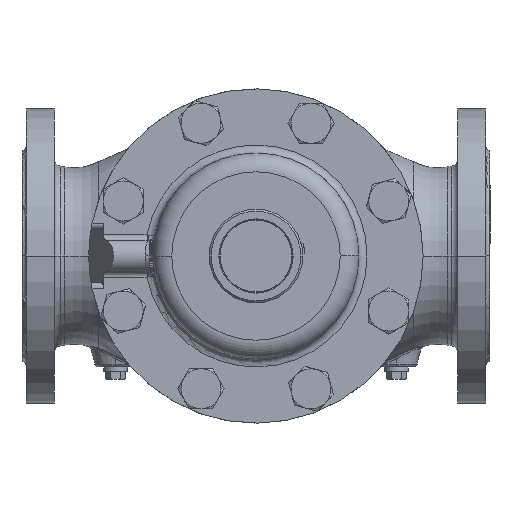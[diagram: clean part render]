
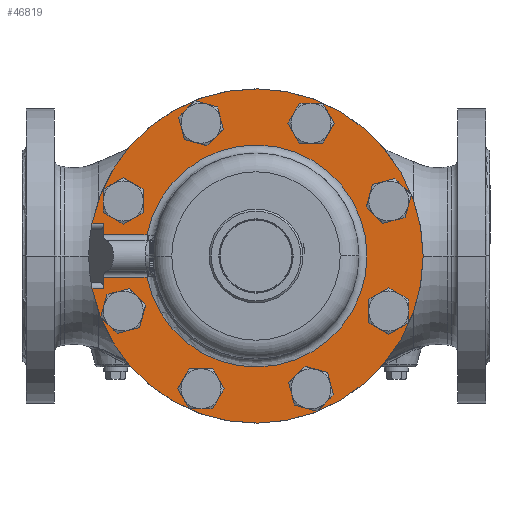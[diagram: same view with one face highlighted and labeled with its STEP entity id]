
A CAD part, front view. The second image highlights one B-rep face of the part: STEP entity #46819.
In plain terms, the highlighted planar face has unit normal (0, -1, 0).
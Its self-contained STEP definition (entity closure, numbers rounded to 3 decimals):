
#39832=CARTESIAN_POINT('',(-99.317,186.,-41.138));
#39833=DIRECTION('',(0.,1.,0.));
#39834=DIRECTION('',(-1.,0.,0.));
#39835=AXIS2_PLACEMENT_3D('',#39832,#39833,#39834);
#39837=CARTESIAN_POINT('',(-99.317,186.,-41.138));
#39838=DIRECTION('',(0.,1.,0.));
#39839=DIRECTION('',(1.,0.,0.));
#39840=AXIS2_PLACEMENT_3D('',#39837,#39838,#39839);
#39842=CARTESIAN_POINT('',(-41.138,186.,-99.317));
#39843=DIRECTION('',(0.,1.,0.));
#39844=DIRECTION('',(-1.,0.,0.));
#39845=AXIS2_PLACEMENT_3D('',#39842,#39843,#39844);
#39847=CARTESIAN_POINT('',(-41.138,186.,-99.317));
#39848=DIRECTION('',(0.,1.,0.));
#39849=DIRECTION('',(1.,0.,0.));
#39850=AXIS2_PLACEMENT_3D('',#39847,#39848,#39849);
#39852=CARTESIAN_POINT('',(41.138,186.,-99.317));
#39853=DIRECTION('',(0.,1.,0.));
#39854=DIRECTION('',(-1.,0.,0.));
#39855=AXIS2_PLACEMENT_3D('',#39852,#39853,#39854);
#39857=CARTESIAN_POINT('',(41.138,186.,-99.317));
#39858=DIRECTION('',(0.,1.,0.));
#39859=DIRECTION('',(1.,0.,0.));
#39860=AXIS2_PLACEMENT_3D('',#39857,#39858,#39859);
#39862=CARTESIAN_POINT('',(99.317,186.,-41.138));
#39863=DIRECTION('',(0.,1.,0.));
#39864=DIRECTION('',(-1.,0.,0.));
#39865=AXIS2_PLACEMENT_3D('',#39862,#39863,#39864);
#39867=CARTESIAN_POINT('',(99.317,186.,-41.138));
#39868=DIRECTION('',(0.,1.,0.));
#39869=DIRECTION('',(1.,0.,0.));
#39870=AXIS2_PLACEMENT_3D('',#39867,#39868,#39869);
#39872=CARTESIAN_POINT('',(99.317,186.,41.138));
#39873=DIRECTION('',(0.,1.,0.));
#39874=DIRECTION('',(-1.,0.,0.));
#39875=AXIS2_PLACEMENT_3D('',#39872,#39873,#39874);
#39877=CARTESIAN_POINT('',(99.317,186.,41.138));
#39878=DIRECTION('',(0.,1.,0.));
#39879=DIRECTION('',(1.,0.,0.));
#39880=AXIS2_PLACEMENT_3D('',#39877,#39878,#39879);
#39882=CARTESIAN_POINT('',(41.138,186.,99.317));
#39883=DIRECTION('',(0.,1.,0.));
#39884=DIRECTION('',(-1.,0.,0.));
#39885=AXIS2_PLACEMENT_3D('',#39882,#39883,#39884);
#39887=CARTESIAN_POINT('',(41.138,186.,99.317));
#39888=DIRECTION('',(0.,1.,0.));
#39889=DIRECTION('',(1.,0.,0.));
#39890=AXIS2_PLACEMENT_3D('',#39887,#39888,#39889);
#39892=CARTESIAN_POINT('',(-41.138,186.,99.317));
#39893=DIRECTION('',(0.,1.,0.));
#39894=DIRECTION('',(-1.,0.,0.));
#39895=AXIS2_PLACEMENT_3D('',#39892,#39893,#39894);
#39897=CARTESIAN_POINT('',(-41.138,186.,99.317));
#39898=DIRECTION('',(0.,1.,0.));
#39899=DIRECTION('',(1.,0.,0.));
#39900=AXIS2_PLACEMENT_3D('',#39897,#39898,#39899);
#39902=CARTESIAN_POINT('',(-99.317,186.,41.138));
#39903=DIRECTION('',(0.,1.,0.));
#39904=DIRECTION('',(-1.,0.,0.));
#39905=AXIS2_PLACEMENT_3D('',#39902,#39903,#39904);
#39907=CARTESIAN_POINT('',(-99.317,186.,41.138));
#39908=DIRECTION('',(0.,1.,0.));
#39909=DIRECTION('',(1.,0.,0.));
#39910=AXIS2_PLACEMENT_3D('',#39907,#39908,#39909);
#39912=DIRECTION('',(-1.,0.,0.));
#39913=VECTOR('',#39912,8.644);
#39914=CARTESIAN_POINT('',(-114.03,186.,-24.));
#39915=LINE('',#39914,#39913);
#39916=DIRECTION('',(1.,0.,0.));
#39917=VECTOR('',#39916,32.532);
#39918=CARTESIAN_POINT('',(-114.03,186.,-15.716));
#39919=LINE('',#39918,#39917);
#39920=DIRECTION('',(1.,0.,0.));
#39921=VECTOR('',#39920,32.532);
#39922=CARTESIAN_POINT('',(-114.03,186.,15.716));
#39923=LINE('',#39922,#39921);
#39924=DIRECTION('',(1.,0.,0.));
#39925=VECTOR('',#39924,8.644);
#39926=CARTESIAN_POINT('',(-122.674,186.,24.));
#39927=LINE('',#39926,#39925);
#40046=CARTESIAN_POINT('',(-122.674,186.,-24.));
#40055=CARTESIAN_POINT('',(0.,186.,0.));
#40056=DIRECTION('',(0.,1.,0.));
#40057=DIRECTION('',(1.,0.,0.));
#40058=AXIS2_PLACEMENT_3D('',#40055,#40056,#40057);
#40085=DIRECTION('',(0.,0.,-1.));
#40086=VECTOR('',#40085,8.284);
#40087=CARTESIAN_POINT('',(-114.03,186.,24.));
#40088=LINE('',#40087,#40086);
#40089=DIRECTION('',(0.,0.,-1.));
#40090=VECTOR('',#40089,8.284);
#40091=CARTESIAN_POINT('',(-114.03,186.,-15.716));
#40092=LINE('',#40091,#40090);
#40116=CARTESIAN_POINT('',(-122.674,186.,24.));
#40135=CARTESIAN_POINT('',(0.,186.,0.));
#40136=DIRECTION('',(0.,-1.,0.));
#40137=DIRECTION('',(1.,0.,0.));
#40138=AXIS2_PLACEMENT_3D('',#40135,#40136,#40137);
#40150=CARTESIAN_POINT('',(-114.03,186.,15.716));
#42844=CARTESIAN_POINT('',(-114.03,186.,-15.716));
#42855=CARTESIAN_POINT('',(0.,186.,0.));
#42856=DIRECTION('',(0.,1.,0.));
#42857=DIRECTION('',(-0.982,0.,0.189));
#42858=AXIS2_PLACEMENT_3D('',#42855,#42856,#42857);
#45225=CARTESIAN_POINT('',(125.,186.,0.));
#45227=VERTEX_POINT('',#45225);
#45243=CARTESIAN_POINT('',(-110.317,186.,-41.138));
#45244=CARTESIAN_POINT('',(-88.317,186.,-41.138));
#45245=VERTEX_POINT('',#45243);
#45246=VERTEX_POINT('',#45244);
#45257=CARTESIAN_POINT('',(-52.138,186.,-99.317));
#45258=CARTESIAN_POINT('',(-30.138,186.,-99.317));
#45259=VERTEX_POINT('',#45257);
#45260=VERTEX_POINT('',#45258);
#45271=CARTESIAN_POINT('',(30.138,186.,-99.317));
#45272=CARTESIAN_POINT('',(52.138,186.,-99.317));
#45273=VERTEX_POINT('',#45271);
#45274=VERTEX_POINT('',#45272);
#45285=CARTESIAN_POINT('',(88.317,186.,-41.138));
#45286=CARTESIAN_POINT('',(110.317,186.,-41.138));
#45287=VERTEX_POINT('',#45285);
#45288=VERTEX_POINT('',#45286);
#45299=CARTESIAN_POINT('',(88.317,186.,41.138));
#45300=CARTESIAN_POINT('',(110.317,186.,41.138));
#45301=VERTEX_POINT('',#45299);
#45302=VERTEX_POINT('',#45300);
#45313=CARTESIAN_POINT('',(30.138,186.,99.317));
#45314=CARTESIAN_POINT('',(52.138,186.,99.317));
#45315=VERTEX_POINT('',#45313);
#45316=VERTEX_POINT('',#45314);
#45327=CARTESIAN_POINT('',(-52.138,186.,99.317));
#45328=CARTESIAN_POINT('',(-30.138,186.,99.317));
#45329=VERTEX_POINT('',#45327);
#45330=VERTEX_POINT('',#45328);
#45341=CARTESIAN_POINT('',(-110.317,186.,41.138));
#45342=CARTESIAN_POINT('',(-88.317,186.,41.138));
#45343=VERTEX_POINT('',#45341);
#45344=VERTEX_POINT('',#45342);
#45360=VERTEX_POINT('',#42844);
#45361=VERTEX_POINT('',#40150);
#45371=CARTESIAN_POINT('',(-81.498,186.,-15.716));
#45373=VERTEX_POINT('',#45371);
#45375=CARTESIAN_POINT('',(-81.498,186.,15.716));
#45376=VERTEX_POINT('',#45375);
#45381=VERTEX_POINT('',#40046);
#45385=CARTESIAN_POINT('',(-114.03,186.,-24.));
#45386=VERTEX_POINT('',#45385);
#45391=VERTEX_POINT('',#40116);
#45392=CARTESIAN_POINT('',(-114.03,186.,24.));
#45393=VERTEX_POINT('',#45392);
#46747=CARTESIAN_POINT('',(0.,186.,0.));
#46748=DIRECTION('',(0.,1.,0.));
#46749=DIRECTION('',(1.,0.,0.));
#46750=AXIS2_PLACEMENT_3D('',#46747,#46748,#46749);
#46751=PLANE('',#46750);
#46753=ORIENTED_EDGE('',*,*,#46752,.F.);
#46755=ORIENTED_EDGE('',*,*,#46754,.F.);
#46757=ORIENTED_EDGE('',*,*,#46756,.T.);
#46759=ORIENTED_EDGE('',*,*,#46758,.F.);
#46761=ORIENTED_EDGE('',*,*,#46760,.F.);
#46763=ORIENTED_EDGE('',*,*,#46762,.F.);
#46765=ORIENTED_EDGE('',*,*,#46764,.F.);
#46767=ORIENTED_EDGE('',*,*,#46766,.F.);
#46769=ORIENTED_EDGE('',*,*,#46768,.T.);
#46770=EDGE_LOOP('',(#46753,#46755,#46757,#46759,#46761,#46763,#46765,#46767,
#46769));
#46771=FACE_OUTER_BOUND('',#46770,.F.);
#46773=ORIENTED_EDGE('',*,*,#46772,.F.);
#46775=ORIENTED_EDGE('',*,*,#46774,.F.);
#46776=EDGE_LOOP('',(#46773,#46775));
#46777=FACE_BOUND('',#46776,.F.);
#46779=ORIENTED_EDGE('',*,*,#46778,.F.);
#46781=ORIENTED_EDGE('',*,*,#46780,.F.);
#46782=EDGE_LOOP('',(#46779,#46781));
#46783=FACE_BOUND('',#46782,.F.);
#46785=ORIENTED_EDGE('',*,*,#46784,.F.);
#46787=ORIENTED_EDGE('',*,*,#46786,.F.);
#46788=EDGE_LOOP('',(#46785,#46787));
#46789=FACE_BOUND('',#46788,.F.);
#46791=ORIENTED_EDGE('',*,*,#46790,.F.);
#46793=ORIENTED_EDGE('',*,*,#46792,.F.);
#46794=EDGE_LOOP('',(#46791,#46793));
#46795=FACE_BOUND('',#46794,.F.);
#46797=ORIENTED_EDGE('',*,*,#46796,.F.);
#46799=ORIENTED_EDGE('',*,*,#46798,.F.);
#46800=EDGE_LOOP('',(#46797,#46799));
#46801=FACE_BOUND('',#46800,.F.);
#46803=ORIENTED_EDGE('',*,*,#46802,.F.);
#46805=ORIENTED_EDGE('',*,*,#46804,.F.);
#46806=EDGE_LOOP('',(#46803,#46805));
#46807=FACE_BOUND('',#46806,.F.);
#46808=ORIENTED_EDGE('',*,*,#46733,.F.);
#46810=ORIENTED_EDGE('',*,*,#46809,.F.);
#46811=EDGE_LOOP('',(#46808,#46810));
#46812=FACE_BOUND('',#46811,.F.);
#46814=ORIENTED_EDGE('',*,*,#46813,.F.);
#46816=ORIENTED_EDGE('',*,*,#46815,.F.);
#46817=EDGE_LOOP('',(#46814,#46816));
#46818=FACE_BOUND('',#46817,.F.);
#46819=ADVANCED_FACE('',(#46771,#46777,#46783,#46789,#46795,#46801,#46807,
#46812,#46818),#46751,.F.);
#39836=CIRCLE('',#39835,11.);
#39841=CIRCLE('',#39840,11.);
#39846=CIRCLE('',#39845,11.);
#39851=CIRCLE('',#39850,11.);
#39856=CIRCLE('',#39855,11.);
#39861=CIRCLE('',#39860,11.);
#39866=CIRCLE('',#39865,11.);
#39871=CIRCLE('',#39870,11.);
#39876=CIRCLE('',#39875,11.);
#39881=CIRCLE('',#39880,11.);
#39886=CIRCLE('',#39885,11.);
#39891=CIRCLE('',#39890,11.);
#39896=CIRCLE('',#39895,11.);
#39901=CIRCLE('',#39900,11.);
#39906=CIRCLE('',#39905,11.);
#39911=CIRCLE('',#39910,11.);
#40059=CIRCLE('',#40058,125.);
#40139=CIRCLE('',#40138,125.);
#42859=CIRCLE('',#42858,83.);
#46733=EDGE_CURVE('',#45343,#45344,#39906,.T.);
#46752=EDGE_CURVE('',#45386,#45381,#39915,.T.);
#46754=EDGE_CURVE('',#45360,#45386,#40092,.T.);
#46756=EDGE_CURVE('',#45360,#45373,#39919,.T.);
#46758=EDGE_CURVE('',#45376,#45373,#42859,.T.);
#46760=EDGE_CURVE('',#45361,#45376,#39923,.T.);
#46762=EDGE_CURVE('',#45393,#45361,#40088,.T.);
#46764=EDGE_CURVE('',#45391,#45393,#39927,.T.);
#46766=EDGE_CURVE('',#45227,#45391,#40139,.T.);
#46768=EDGE_CURVE('',#45227,#45381,#40059,.T.);
#46772=EDGE_CURVE('',#45259,#45260,#39846,.T.);
#46774=EDGE_CURVE('',#45260,#45259,#39851,.T.);
#46778=EDGE_CURVE('',#45273,#45274,#39856,.T.);
#46780=EDGE_CURVE('',#45274,#45273,#39861,.T.);
#46784=EDGE_CURVE('',#45287,#45288,#39866,.T.);
#46786=EDGE_CURVE('',#45288,#45287,#39871,.T.);
#46790=EDGE_CURVE('',#45301,#45302,#39876,.T.);
#46792=EDGE_CURVE('',#45302,#45301,#39881,.T.);
#46796=EDGE_CURVE('',#45315,#45316,#39886,.T.);
#46798=EDGE_CURVE('',#45316,#45315,#39891,.T.);
#46802=EDGE_CURVE('',#45329,#45330,#39896,.T.);
#46804=EDGE_CURVE('',#45330,#45329,#39901,.T.);
#46809=EDGE_CURVE('',#45344,#45343,#39911,.T.);
#46813=EDGE_CURVE('',#45245,#45246,#39836,.T.);
#46815=EDGE_CURVE('',#45246,#45245,#39841,.T.);
